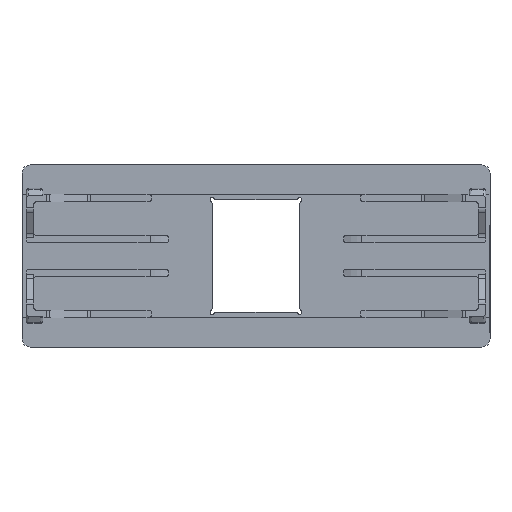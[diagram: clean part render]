
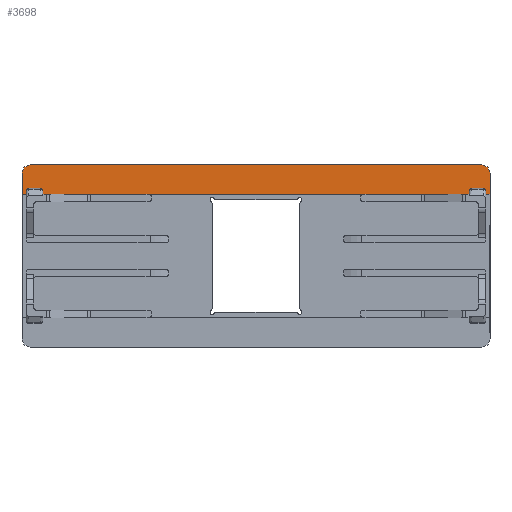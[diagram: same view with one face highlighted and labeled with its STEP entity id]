
A CAD part, top view. The second image highlights one B-rep face of the part: STEP entity #3698.
In plain terms, the highlighted planar face has unit normal (0, 0, 1).
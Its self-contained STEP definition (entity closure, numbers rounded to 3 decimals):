
#190 = VERTEX_POINT ( 'NONE', #417 ) ;
#334 = LINE ( 'NONE', #2494, #2399 ) ;
#388 = EDGE_CURVE ( 'NONE', #2668, #751, #3277, .T. ) ;
#390 = CARTESIAN_POINT ( 'NONE',  ( 54., 19.8, 0.6 ) ) ;
#417 = CARTESIAN_POINT ( 'NONE',  ( 56., 14.75, 0.6 ) ) ;
#423 = EDGE_CURVE ( 'NONE', #2668, #4001, #2686, .T. ) ;
#662 = ORIENTED_EDGE ( 'NONE', *, *, #2071, .T. ) ;
#669 = CARTESIAN_POINT ( 'NONE',  ( -56., 19.8, 0.6 ) ) ;
#751 = VERTEX_POINT ( 'NONE', #6175 ) ;
#764 = AXIS2_PLACEMENT_3D ( 'NONE', #1198, #6123, #5626 ) ;
#1024 = AXIS2_PLACEMENT_3D ( 'NONE', #4231, #6399, #1512 ) ;
#1198 = CARTESIAN_POINT ( 'NONE',  ( -54., 19.8, 0.6 ) ) ;
#1309 = DIRECTION ( 'NONE',  ( 1., 0., 0. ) ) ;
#1386 = ORIENTED_EDGE ( 'NONE', *, *, #5267, .T. ) ;
#1512 = DIRECTION ( 'NONE',  ( -1., 0., 0. ) ) ;
#1659 = LINE ( 'NONE', #2733, #2754 ) ;
#1694 = DIRECTION ( 'NONE',  ( 1., 0., 0. ) ) ;
#1808 = LINE ( 'NONE', #5632, #1811 ) ;
#1811 = VECTOR ( 'NONE', #1309, 1000. ) ;
#2071 = EDGE_CURVE ( 'NONE', #3683, #751, #4518, .T. ) ;
#2399 = VECTOR ( 'NONE', #6147, 1000. ) ;
#2494 = CARTESIAN_POINT ( 'NONE',  ( -56., 14.75, 0.6 ) ) ;
#2625 = DIRECTION ( 'NONE',  ( 0., -1., 0. ) ) ;
#2668 = VERTEX_POINT ( 'NONE', #5054 ) ;
#2686 = CIRCLE ( 'NONE', #764, 2. ) ;
#2733 = CARTESIAN_POINT ( 'NONE',  ( 56., 0., 0.6 ) ) ;
#2754 = VECTOR ( 'NONE', #2625, 1000. ) ;
#3063 = CARTESIAN_POINT ( 'NONE',  ( 56., 19.8, 0.6 ) ) ;
#3277 = LINE ( 'NONE', #5979, #5200 ) ;
#3371 = EDGE_LOOP ( 'NONE', ( #3433, #1386, #3454, #3992, #662, #5320 ) ) ;
#3433 = ORIENTED_EDGE ( 'NONE', *, *, #423, .T. ) ;
#3454 = ORIENTED_EDGE ( 'NONE', *, *, #3528, .T. ) ;
#3528 = EDGE_CURVE ( 'NONE', #6129, #190, #1808, .T. ) ;
#3671 = PLANE ( 'NONE',  #1024 ) ;
#3683 = VERTEX_POINT ( 'NONE', #3063 ) ;
#3698 = ADVANCED_FACE ( 'NONE', ( #6933 ), #3671, .F. ) ;
#3707 = DIRECTION ( 'NONE',  ( -1., 0., 0. ) ) ;
#3992 = ORIENTED_EDGE ( 'NONE', *, *, #5822, .F. ) ;
#4001 = VERTEX_POINT ( 'NONE', #669 ) ;
#4231 = CARTESIAN_POINT ( 'NONE',  ( 0., 0., 0.6 ) ) ;
#4518 = CIRCLE ( 'NONE', #6111, 2. ) ;
#4735 = DIRECTION ( 'NONE',  ( 0., 0., 1. ) ) ;
#5054 = CARTESIAN_POINT ( 'NONE',  ( -54., 21.8, 0.6 ) ) ;
#5200 = VECTOR ( 'NONE', #1694, 1000. ) ;
#5267 = EDGE_CURVE ( 'NONE', #4001, #6129, #334, .T. ) ;
#5320 = ORIENTED_EDGE ( 'NONE', *, *, #388, .F. ) ;
#5626 = DIRECTION ( 'NONE',  ( -1., 0., 0. ) ) ;
#5632 = CARTESIAN_POINT ( 'NONE',  ( -56., 14.75, 0.6 ) ) ;
#5822 = EDGE_CURVE ( 'NONE', #3683, #190, #1659, .T. ) ;
#5979 = CARTESIAN_POINT ( 'NONE',  ( 0., 21.8, 0.6 ) ) ;
#6111 = AXIS2_PLACEMENT_3D ( 'NONE', #390, #4735, #3707 ) ;
#6123 = DIRECTION ( 'NONE',  ( 0., 0., 1. ) ) ;
#6129 = VERTEX_POINT ( 'NONE', #6797 ) ;
#6147 = DIRECTION ( 'NONE',  ( 0., -1., 0. ) ) ;
#6175 = CARTESIAN_POINT ( 'NONE',  ( 54., 21.8, 0.6 ) ) ;
#6399 = DIRECTION ( 'NONE',  ( 0., 0., -1. ) ) ;
#6797 = CARTESIAN_POINT ( 'NONE',  ( -56., 14.75, 0.6 ) ) ;
#6933 = FACE_OUTER_BOUND ( 'NONE', #3371, .T. ) ;
